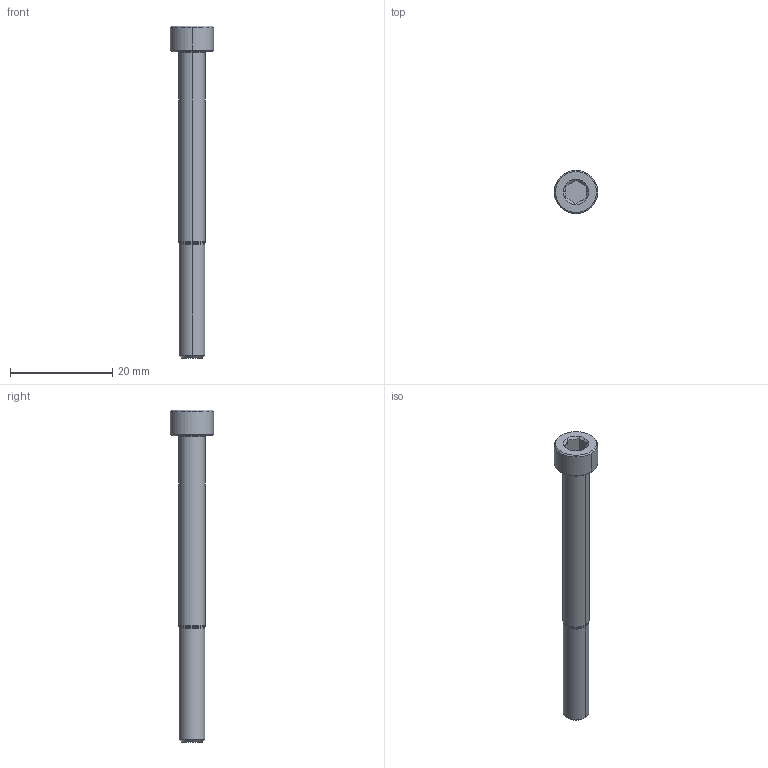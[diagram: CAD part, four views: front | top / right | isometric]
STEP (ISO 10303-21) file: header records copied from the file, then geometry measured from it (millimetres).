
FILE_DESCRIPTION (( 'STEP AP203' ), '1' );
FILE_NAME ('91290A268_NO THREADS_Alloy Steel Socket Head Screw.STEP', '2023-01-11T17:04:40', ( 'Administrator' ), ( 'Managed by Terraform' ), 'SwSTEP 2.0', 'SolidWorks 2017', '' );
FILE_SCHEMA (( 'CONFIG_CONTROL_DESIGN' ));
Length unit declared in the file: millimetre
Products named in the file (1): 91290A268_NO THREADS_Alloy Steel Socket Head Screw
Bounding box: 8.5 x 8.5 x 65 mm (x, y, z)
Volume: 1453.8 mm3; surface area: 1246.3 mm2
Topology: 1 solids, 1 shells, 32 faces, 68 edges, 40 vertices
Faces by surface type: cone 10, plane 10, cylinder 6, torus 6
Entity records: 981 total; most frequent: CARTESIAN_POINT 205, DIRECTION 158, ORIENTED_EDGE 136, EDGE_CURVE 68, AXIS2_PLACEMENT_3D 65, VERTEX_POINT 40, EDGE_LOOP 34, CIRCLE 32
